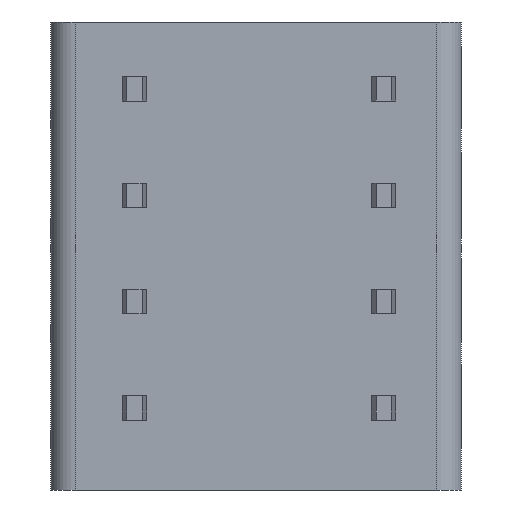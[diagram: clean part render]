
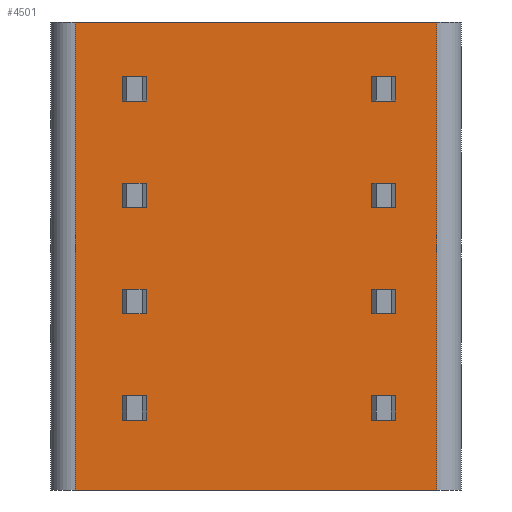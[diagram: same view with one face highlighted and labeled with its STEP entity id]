
A CAD part, front view. The second image highlights one B-rep face of the part: STEP entity #4501.
In plain terms, the highlighted planar face has unit normal (0, -1, 0).
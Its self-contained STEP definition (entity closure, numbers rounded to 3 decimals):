
#27=DIRECTION('',(1.,0.,0.));
#28=VECTOR('',#27,11.9);
#29=CARTESIAN_POINT('',(-5.95,-7.2,-13.65));
#30=LINE('',#29,#28);
#409=DIRECTION('',(0.,0.,-1.));
#410=VECTOR('',#409,15.4);
#411=CARTESIAN_POINT('',(-5.95,-7.2,1.75));
#412=LINE('',#411,#410);
#413=DIRECTION('',(0.,0.,-1.));
#414=VECTOR('',#413,15.4);
#415=CARTESIAN_POINT('',(5.95,-7.2,1.75));
#416=LINE('',#415,#414);
#417=DIRECTION('',(1.,0.,0.));
#418=VECTOR('',#417,0.8);
#419=CARTESIAN_POINT('',(-4.4,-7.2,-0.05));
#420=LINE('',#419,#418);
#421=DIRECTION('',(0.,0.,1.));
#422=VECTOR('',#421,0.8);
#423=CARTESIAN_POINT('',(-4.4,-7.2,-0.85));
#424=LINE('',#423,#422);
#425=DIRECTION('',(1.,0.,0.));
#426=VECTOR('',#425,0.8);
#427=CARTESIAN_POINT('',(-4.4,-7.2,-0.85));
#428=LINE('',#427,#426);
#429=DIRECTION('',(0.,0.,1.));
#430=VECTOR('',#429,0.8);
#431=CARTESIAN_POINT('',(-3.6,-7.2,-0.85));
#432=LINE('',#431,#430);
#433=DIRECTION('',(1.,0.,0.));
#434=VECTOR('',#433,0.8);
#435=CARTESIAN_POINT('',(3.8,-7.2,-0.05));
#436=LINE('',#435,#434);
#437=DIRECTION('',(0.,0.,1.));
#438=VECTOR('',#437,0.8);
#439=CARTESIAN_POINT('',(3.8,-7.2,-0.85));
#440=LINE('',#439,#438);
#441=DIRECTION('',(1.,0.,0.));
#442=VECTOR('',#441,0.8);
#443=CARTESIAN_POINT('',(3.8,-7.2,-0.85));
#444=LINE('',#443,#442);
#445=DIRECTION('',(0.,0.,1.));
#446=VECTOR('',#445,0.8);
#447=CARTESIAN_POINT('',(4.6,-7.2,-0.85));
#448=LINE('',#447,#446);
#449=DIRECTION('',(1.,0.,0.));
#450=VECTOR('',#449,0.8);
#451=CARTESIAN_POINT('',(-4.4,-7.2,-3.55));
#452=LINE('',#451,#450);
#453=DIRECTION('',(0.,0.,1.));
#454=VECTOR('',#453,0.8);
#455=CARTESIAN_POINT('',(-4.4,-7.2,-4.35));
#456=LINE('',#455,#454);
#457=DIRECTION('',(1.,0.,0.));
#458=VECTOR('',#457,0.8);
#459=CARTESIAN_POINT('',(-4.4,-7.2,-4.35));
#460=LINE('',#459,#458);
#461=DIRECTION('',(0.,0.,1.));
#462=VECTOR('',#461,0.8);
#463=CARTESIAN_POINT('',(-3.6,-7.2,-4.35));
#464=LINE('',#463,#462);
#465=DIRECTION('',(1.,0.,0.));
#466=VECTOR('',#465,0.8);
#467=CARTESIAN_POINT('',(3.8,-7.2,-3.55));
#468=LINE('',#467,#466);
#469=DIRECTION('',(0.,0.,1.));
#470=VECTOR('',#469,0.8);
#471=CARTESIAN_POINT('',(3.8,-7.2,-4.35));
#472=LINE('',#471,#470);
#473=DIRECTION('',(1.,0.,0.));
#474=VECTOR('',#473,0.8);
#475=CARTESIAN_POINT('',(3.8,-7.2,-4.35));
#476=LINE('',#475,#474);
#477=DIRECTION('',(0.,0.,1.));
#478=VECTOR('',#477,0.8);
#479=CARTESIAN_POINT('',(4.6,-7.2,-4.35));
#480=LINE('',#479,#478);
#481=DIRECTION('',(1.,0.,0.));
#482=VECTOR('',#481,0.8);
#483=CARTESIAN_POINT('',(-4.4,-7.2,-7.05));
#484=LINE('',#483,#482);
#485=DIRECTION('',(0.,0.,1.));
#486=VECTOR('',#485,0.8);
#487=CARTESIAN_POINT('',(-4.4,-7.2,-7.85));
#488=LINE('',#487,#486);
#489=DIRECTION('',(1.,0.,0.));
#490=VECTOR('',#489,0.8);
#491=CARTESIAN_POINT('',(-4.4,-7.2,-7.85));
#492=LINE('',#491,#490);
#493=DIRECTION('',(0.,0.,1.));
#494=VECTOR('',#493,0.8);
#495=CARTESIAN_POINT('',(-3.6,-7.2,-7.85));
#496=LINE('',#495,#494);
#497=DIRECTION('',(1.,0.,0.));
#498=VECTOR('',#497,0.8);
#499=CARTESIAN_POINT('',(3.8,-7.2,-7.05));
#500=LINE('',#499,#498);
#501=DIRECTION('',(0.,0.,1.));
#502=VECTOR('',#501,0.8);
#503=CARTESIAN_POINT('',(3.8,-7.2,-7.85));
#504=LINE('',#503,#502);
#505=DIRECTION('',(1.,0.,0.));
#506=VECTOR('',#505,0.8);
#507=CARTESIAN_POINT('',(3.8,-7.2,-7.85));
#508=LINE('',#507,#506);
#509=DIRECTION('',(0.,0.,1.));
#510=VECTOR('',#509,0.8);
#511=CARTESIAN_POINT('',(4.6,-7.2,-7.85));
#512=LINE('',#511,#510);
#513=DIRECTION('',(1.,0.,0.));
#514=VECTOR('',#513,0.8);
#515=CARTESIAN_POINT('',(-4.4,-7.2,-10.55));
#516=LINE('',#515,#514);
#517=DIRECTION('',(0.,0.,1.));
#518=VECTOR('',#517,0.8);
#519=CARTESIAN_POINT('',(-4.4,-7.2,-11.35));
#520=LINE('',#519,#518);
#521=DIRECTION('',(1.,0.,0.));
#522=VECTOR('',#521,0.8);
#523=CARTESIAN_POINT('',(-4.4,-7.2,-11.35));
#524=LINE('',#523,#522);
#525=DIRECTION('',(0.,0.,1.));
#526=VECTOR('',#525,0.8);
#527=CARTESIAN_POINT('',(-3.6,-7.2,-11.35));
#528=LINE('',#527,#526);
#529=DIRECTION('',(1.,0.,0.));
#530=VECTOR('',#529,0.8);
#531=CARTESIAN_POINT('',(3.8,-7.2,-10.55));
#532=LINE('',#531,#530);
#533=DIRECTION('',(0.,0.,1.));
#534=VECTOR('',#533,0.8);
#535=CARTESIAN_POINT('',(3.8,-7.2,-11.35));
#536=LINE('',#535,#534);
#537=DIRECTION('',(1.,0.,0.));
#538=VECTOR('',#537,0.8);
#539=CARTESIAN_POINT('',(3.8,-7.2,-11.35));
#540=LINE('',#539,#538);
#541=DIRECTION('',(0.,0.,1.));
#542=VECTOR('',#541,0.8);
#543=CARTESIAN_POINT('',(4.6,-7.2,-11.35));
#544=LINE('',#543,#542);
#640=DIRECTION('',(1.,0.,0.));
#641=VECTOR('',#640,11.9);
#642=CARTESIAN_POINT('',(-5.95,-7.2,1.75));
#643=LINE('',#642,#641);
#3325=CARTESIAN_POINT('',(-5.95,-7.2,-13.65));
#3327=VERTEX_POINT('',#3325);
#3331=CARTESIAN_POINT('',(-5.95,-7.2,1.75));
#3332=VERTEX_POINT('',#3331);
#3334=CARTESIAN_POINT('',(5.95,-7.2,-13.65));
#3336=VERTEX_POINT('',#3334);
#3337=CARTESIAN_POINT('',(5.95,-7.2,1.75));
#3338=VERTEX_POINT('',#3337);
#3455=CARTESIAN_POINT('',(-4.4,-7.2,-0.05));
#3456=CARTESIAN_POINT('',(-3.6,-7.2,-0.05));
#3457=VERTEX_POINT('',#3455);
#3458=VERTEX_POINT('',#3456);
#3459=CARTESIAN_POINT('',(3.8,-7.2,-0.05));
#3460=CARTESIAN_POINT('',(4.6,-7.2,-0.05));
#3461=VERTEX_POINT('',#3459);
#3462=VERTEX_POINT('',#3460);
#3463=CARTESIAN_POINT('',(-4.4,-7.2,-0.85));
#3464=CARTESIAN_POINT('',(-3.6,-7.2,-0.85));
#3465=VERTEX_POINT('',#3463);
#3466=VERTEX_POINT('',#3464);
#3467=CARTESIAN_POINT('',(3.8,-7.2,-0.85));
#3468=CARTESIAN_POINT('',(4.6,-7.2,-0.85));
#3469=VERTEX_POINT('',#3467);
#3470=VERTEX_POINT('',#3468);
#3471=CARTESIAN_POINT('',(-4.4,-7.2,-3.55));
#3472=CARTESIAN_POINT('',(-3.6,-7.2,-3.55));
#3473=VERTEX_POINT('',#3471);
#3474=VERTEX_POINT('',#3472);
#3475=CARTESIAN_POINT('',(3.8,-7.2,-3.55));
#3476=CARTESIAN_POINT('',(4.6,-7.2,-3.55));
#3477=VERTEX_POINT('',#3475);
#3478=VERTEX_POINT('',#3476);
#3479=CARTESIAN_POINT('',(-4.4,-7.2,-4.35));
#3480=CARTESIAN_POINT('',(-3.6,-7.2,-4.35));
#3481=VERTEX_POINT('',#3479);
#3482=VERTEX_POINT('',#3480);
#3483=CARTESIAN_POINT('',(3.8,-7.2,-4.35));
#3484=CARTESIAN_POINT('',(4.6,-7.2,-4.35));
#3485=VERTEX_POINT('',#3483);
#3486=VERTEX_POINT('',#3484);
#3487=CARTESIAN_POINT('',(-4.4,-7.2,-7.05));
#3488=CARTESIAN_POINT('',(-3.6,-7.2,-7.05));
#3489=VERTEX_POINT('',#3487);
#3490=VERTEX_POINT('',#3488);
#3491=CARTESIAN_POINT('',(3.8,-7.2,-7.05));
#3492=CARTESIAN_POINT('',(4.6,-7.2,-7.05));
#3493=VERTEX_POINT('',#3491);
#3494=VERTEX_POINT('',#3492);
#3495=CARTESIAN_POINT('',(-4.4,-7.2,-7.85));
#3496=CARTESIAN_POINT('',(-3.6,-7.2,-7.85));
#3497=VERTEX_POINT('',#3495);
#3498=VERTEX_POINT('',#3496);
#3499=CARTESIAN_POINT('',(3.8,-7.2,-7.85));
#3500=CARTESIAN_POINT('',(4.6,-7.2,-7.85));
#3501=VERTEX_POINT('',#3499);
#3502=VERTEX_POINT('',#3500);
#4073=CARTESIAN_POINT('',(-4.4,-7.2,-10.55));
#4074=CARTESIAN_POINT('',(-3.6,-7.2,-10.55));
#4075=VERTEX_POINT('',#4073);
#4076=VERTEX_POINT('',#4074);
#4077=CARTESIAN_POINT('',(3.8,-7.2,-10.55));
#4078=CARTESIAN_POINT('',(4.6,-7.2,-10.55));
#4079=VERTEX_POINT('',#4077);
#4080=VERTEX_POINT('',#4078);
#4081=CARTESIAN_POINT('',(-4.4,-7.2,-11.35));
#4082=CARTESIAN_POINT('',(-3.6,-7.2,-11.35));
#4083=VERTEX_POINT('',#4081);
#4084=VERTEX_POINT('',#4082);
#4085=CARTESIAN_POINT('',(3.8,-7.2,-11.35));
#4086=CARTESIAN_POINT('',(4.6,-7.2,-11.35));
#4087=VERTEX_POINT('',#4085);
#4088=VERTEX_POINT('',#4086);
#4408=CARTESIAN_POINT('',(-6.75,-7.2,-13.65));
#4409=DIRECTION('',(0.,-1.,0.));
#4410=DIRECTION('',(1.,0.,0.));
#4411=AXIS2_PLACEMENT_3D('',#4408,#4409,#4410);
#4412=PLANE('',#4411);
#4414=ORIENTED_EDGE('',*,*,#4413,.F.);
#4416=ORIENTED_EDGE('',*,*,#4415,.T.);
#4417=ORIENTED_EDGE('',*,*,#4400,.T.);
#4418=ORIENTED_EDGE('',*,*,#4132,.F.);
#4419=EDGE_LOOP('',(#4414,#4416,#4417,#4418));
#4420=FACE_OUTER_BOUND('',#4419,.F.);
#4422=ORIENTED_EDGE('',*,*,#4421,.F.);
#4424=ORIENTED_EDGE('',*,*,#4423,.F.);
#4426=ORIENTED_EDGE('',*,*,#4425,.T.);
#4428=ORIENTED_EDGE('',*,*,#4427,.T.);
#4429=EDGE_LOOP('',(#4422,#4424,#4426,#4428));
#4430=FACE_BOUND('',#4429,.F.);
#4432=ORIENTED_EDGE('',*,*,#4431,.F.);
#4434=ORIENTED_EDGE('',*,*,#4433,.F.);
#4436=ORIENTED_EDGE('',*,*,#4435,.T.);
#4438=ORIENTED_EDGE('',*,*,#4437,.T.);
#4439=EDGE_LOOP('',(#4432,#4434,#4436,#4438));
#4440=FACE_BOUND('',#4439,.F.);
#4442=ORIENTED_EDGE('',*,*,#4441,.F.);
#4444=ORIENTED_EDGE('',*,*,#4443,.F.);
#4446=ORIENTED_EDGE('',*,*,#4445,.T.);
#4448=ORIENTED_EDGE('',*,*,#4447,.T.);
#4449=EDGE_LOOP('',(#4442,#4444,#4446,#4448));
#4450=FACE_BOUND('',#4449,.F.);
#4452=ORIENTED_EDGE('',*,*,#4451,.F.);
#4454=ORIENTED_EDGE('',*,*,#4453,.F.);
#4456=ORIENTED_EDGE('',*,*,#4455,.T.);
#4458=ORIENTED_EDGE('',*,*,#4457,.T.);
#4459=EDGE_LOOP('',(#4452,#4454,#4456,#4458));
#4460=FACE_BOUND('',#4459,.F.);
#4462=ORIENTED_EDGE('',*,*,#4461,.F.);
#4464=ORIENTED_EDGE('',*,*,#4463,.F.);
#4466=ORIENTED_EDGE('',*,*,#4465,.T.);
#4468=ORIENTED_EDGE('',*,*,#4467,.T.);
#4469=EDGE_LOOP('',(#4462,#4464,#4466,#4468));
#4470=FACE_BOUND('',#4469,.F.);
#4472=ORIENTED_EDGE('',*,*,#4471,.F.);
#4474=ORIENTED_EDGE('',*,*,#4473,.F.);
#4476=ORIENTED_EDGE('',*,*,#4475,.T.);
#4478=ORIENTED_EDGE('',*,*,#4477,.T.);
#4479=EDGE_LOOP('',(#4472,#4474,#4476,#4478));
#4480=FACE_BOUND('',#4479,.F.);
#4482=ORIENTED_EDGE('',*,*,#4481,.F.);
#4484=ORIENTED_EDGE('',*,*,#4483,.F.);
#4486=ORIENTED_EDGE('',*,*,#4485,.T.);
#4488=ORIENTED_EDGE('',*,*,#4487,.T.);
#4489=EDGE_LOOP('',(#4482,#4484,#4486,#4488));
#4490=FACE_BOUND('',#4489,.F.);
#4492=ORIENTED_EDGE('',*,*,#4491,.F.);
#4494=ORIENTED_EDGE('',*,*,#4493,.F.);
#4496=ORIENTED_EDGE('',*,*,#4495,.T.);
#4498=ORIENTED_EDGE('',*,*,#4497,.T.);
#4499=EDGE_LOOP('',(#4492,#4494,#4496,#4498));
#4500=FACE_BOUND('',#4499,.F.);
#4132=EDGE_CURVE('',#3327,#3336,#30,.T.);
#4400=EDGE_CURVE('',#3338,#3336,#416,.T.);
#4413=EDGE_CURVE('',#3332,#3327,#412,.T.);
#4415=EDGE_CURVE('',#3332,#3338,#643,.T.);
#4421=EDGE_CURVE('',#3457,#3458,#420,.T.);
#4423=EDGE_CURVE('',#3465,#3457,#424,.T.);
#4425=EDGE_CURVE('',#3465,#3466,#428,.T.);
#4427=EDGE_CURVE('',#3466,#3458,#432,.T.);
#4431=EDGE_CURVE('',#3461,#3462,#436,.T.);
#4433=EDGE_CURVE('',#3469,#3461,#440,.T.);
#4435=EDGE_CURVE('',#3469,#3470,#444,.T.);
#4437=EDGE_CURVE('',#3470,#3462,#448,.T.);
#4441=EDGE_CURVE('',#3473,#3474,#452,.T.);
#4443=EDGE_CURVE('',#3481,#3473,#456,.T.);
#4445=EDGE_CURVE('',#3481,#3482,#460,.T.);
#4447=EDGE_CURVE('',#3482,#3474,#464,.T.);
#4451=EDGE_CURVE('',#3477,#3478,#468,.T.);
#4453=EDGE_CURVE('',#3485,#3477,#472,.T.);
#4455=EDGE_CURVE('',#3485,#3486,#476,.T.);
#4457=EDGE_CURVE('',#3486,#3478,#480,.T.);
#4461=EDGE_CURVE('',#3489,#3490,#484,.T.);
#4463=EDGE_CURVE('',#3497,#3489,#488,.T.);
#4465=EDGE_CURVE('',#3497,#3498,#492,.T.);
#4467=EDGE_CURVE('',#3498,#3490,#496,.T.);
#4471=EDGE_CURVE('',#3493,#3494,#500,.T.);
#4473=EDGE_CURVE('',#3501,#3493,#504,.T.);
#4475=EDGE_CURVE('',#3501,#3502,#508,.T.);
#4477=EDGE_CURVE('',#3502,#3494,#512,.T.);
#4481=EDGE_CURVE('',#4075,#4076,#516,.T.);
#4483=EDGE_CURVE('',#4083,#4075,#520,.T.);
#4485=EDGE_CURVE('',#4083,#4084,#524,.T.);
#4487=EDGE_CURVE('',#4084,#4076,#528,.T.);
#4491=EDGE_CURVE('',#4079,#4080,#532,.T.);
#4493=EDGE_CURVE('',#4087,#4079,#536,.T.);
#4495=EDGE_CURVE('',#4087,#4088,#540,.T.);
#4497=EDGE_CURVE('',#4088,#4080,#544,.T.);
#4501=ADVANCED_FACE('',(#4420,#4430,#4440,#4450,#4460,#4470,#4480,#4490,#4500),
#4412,.T.);
